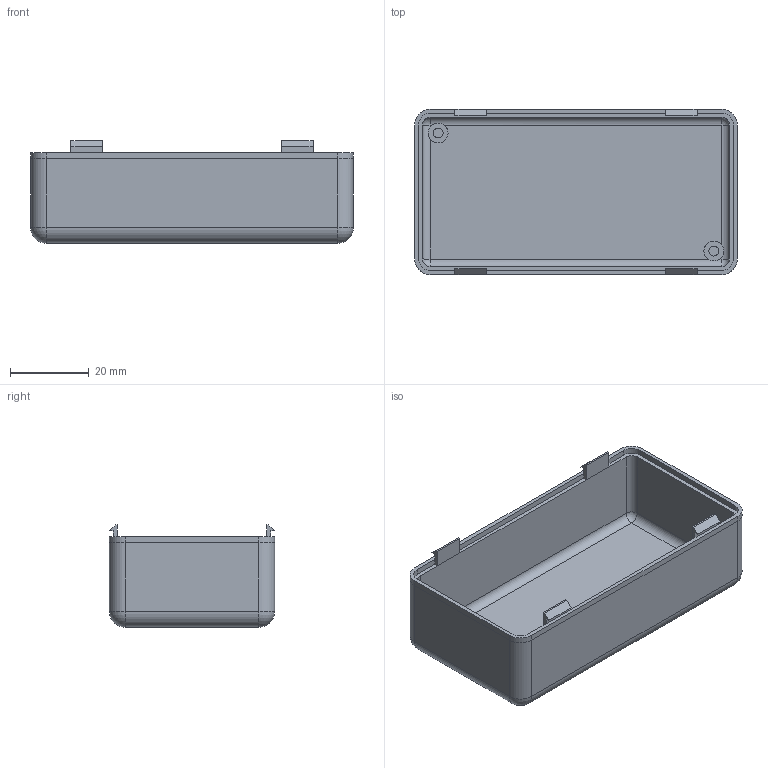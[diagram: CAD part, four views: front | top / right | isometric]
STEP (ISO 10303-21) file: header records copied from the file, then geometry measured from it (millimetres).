
FILE_DESCRIPTION(('FreeCAD Model'),'2;1');
FILE_NAME('Open CASCADE Shape Model','2024-06-30T18:22:47',('Author'),( ''),'Open CASCADE STEP processor 7.6','FreeCAD','Unknown');
FILE_SCHEMA(('AUTOMOTIVE_DESIGN { 1 0 10303 214 1 1 1 1 }'));
Length unit declared in the file: millimetre
Products named in the file (1): bottom
Bounding box: 82 x 42 x 26 mm (x, y, z)
Volume: 16065 mm3; surface area: 17098.9 mm2
Topology: 1 solids, 1 shells, 97 faces, 236 edges, 136 vertices
Faces by surface type: plane 61, cylinder 28, sphere 8
Full cylindrical faces by diameter (mm): 2.5 x2, 5 x2
Entity records: 2810 total; most frequent: CARTESIAN_POINT 547, DIRECTION 474, ORIENTED_EDGE 456, EDGE_CURVE 228, LINE 168, VECTOR 168, AXIS2_PLACEMENT_3D 153, VERTEX_POINT 136
